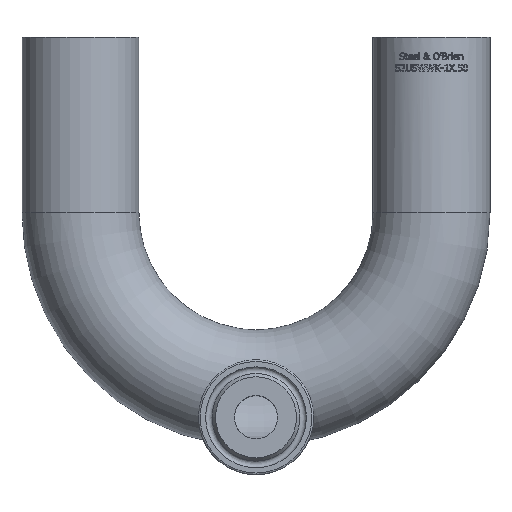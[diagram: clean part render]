
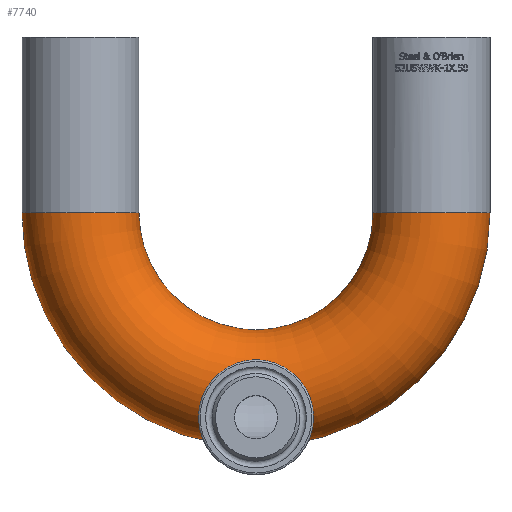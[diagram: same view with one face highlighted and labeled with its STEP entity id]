
A CAD part, top view. The second image highlights one B-rep face of the part: STEP entity #7740.
In plain terms, the highlighted toroidal (fillet/blend) face has major radius 38.1 mm and minor radius 12.7 mm.
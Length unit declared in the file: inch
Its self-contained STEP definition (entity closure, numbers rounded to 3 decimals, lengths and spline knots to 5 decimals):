
#22=TOROIDAL_SURFACE('',#8231,1.5,0.5);
#160=FACE_BOUND('',#1462,.T.);
#161=FACE_BOUND('',#1463,.T.);
#966=FACE_OUTER_BOUND('',#1461,.T.);
#1461=EDGE_LOOP('',(#7215));
#1462=EDGE_LOOP('',(#7216));
#1463=EDGE_LOOP('',(#7217));
#1620=CIRCLE('',#8174,0.5);
#1643=CIRCLE('',#8228,0.5);
#3028=B_SPLINE_CURVE_WITH_KNOTS('',3,(#17034,#17035,#17036,#17037,#17038,
#17039,#17040,#17041,#17042,#17043,#17044,#17045,#17046,#17047,#17048,#17049,
#17050,#17051,#17052,#17053,#17054,#17055,#17056,#17057,#17058,#17059,#17060,
#17061,#17062,#17063,#17064,#17065,#17066,#17067,#17068,#17069,#17070,#17071,
#17072,#17073,#17074,#17075,#17076,#17077,#17078,#17079),.UNSPECIFIED.,
 .T.,.F.,(4,2,2,2,2,2,2,2,2,2,2,2,2,2,2,2,2,2,2,2,2,2,4),(-0.00174,
0.,0.37829,0.76959,1.14784,1.43998,
1.58264,1.6962,1.82517,2.03352,2.26999,
2.52432,2.77866,3.01513,3.22348,3.35245,
3.46601,3.60867,3.90081,4.27905,4.67036,
5.04865,5.05039),.UNSPECIFIED.);
#3771=VERTEX_POINT('',#16927);
#3793=VERTEX_POINT('',#17033);
#3796=VERTEX_POINT('',#17090);
#4911=EDGE_CURVE('',#3771,#3771,#1620,.T.);
#4933=EDGE_CURVE('',#3793,#3793,#3028,.T.);
#4936=EDGE_CURVE('',#3796,#3796,#1643,.T.);
#7215=ORIENTED_EDGE('',*,*,#4911,.F.);
#7216=ORIENTED_EDGE('',*,*,#4933,.F.);
#7217=ORIENTED_EDGE('',*,*,#4936,.F.);
#7740=ADVANCED_FACE('',(#966,#160,#161),#22,.T.);
#8174=AXIS2_PLACEMENT_3D('',#16928,#9589,#9590);
#8228=AXIS2_PLACEMENT_3D('',#17091,#9697,#9698);
#8231=AXIS2_PLACEMENT_3D('',#17095,#9703,#9704);
#9589=DIRECTION('center_axis',(0.,1.,0.));
#9590=DIRECTION('ref_axis',(-1.,0.,0.));
#9697=DIRECTION('center_axis',(0.,1.,0.));
#9698=DIRECTION('ref_axis',(1.,0.,0.));
#9703=DIRECTION('center_axis',(0.,0.,
-1.));
#9704=DIRECTION('ref_axis',(-0.707,-0.707,0.));
#16927=CARTESIAN_POINT('',(2.,0.,0.));
#16928=CARTESIAN_POINT('Origin',(1.5,0.,0.));
#17033=CARTESIAN_POINT('',(0.,-2.,0.));
#17034=CARTESIAN_POINT('Ctrl Pts',(0.,-2.,0.));
#17035=CARTESIAN_POINT('Ctrl Pts',(0.00014,-2.,0.00018));
#17036=CARTESIAN_POINT('Ctrl Pts',(0.00028,-2.,
0.00037));
#17037=CARTESIAN_POINT('Ctrl Pts',(0.03035,-1.99995,
0.04015));
#17038=CARTESIAN_POINT('Ctrl Pts',(0.06035,-1.99452,
0.07983));
#17039=CARTESIAN_POINT('Ctrl Pts',(0.11843,-1.97243,
0.15936));
#17040=CARTESIAN_POINT('Ctrl Pts',(0.14658,-1.95531,
0.19938));
#17041=CARTESIAN_POINT('Ctrl Pts',(0.19494,-1.90988,
0.27514));
#17042=CARTESIAN_POINT('Ctrl Pts',(0.21555,-1.88178,
0.31122));
#17043=CARTESIAN_POINT('Ctrl Pts',(0.24096,-1.82234,
0.37));
#17044=CARTESIAN_POINT('Ctrl Pts',(0.24827,-1.79315,
0.39389));
#17045=CARTESIAN_POINT('Ctrl Pts',(0.25045,-1.74608,
0.42505));
#17046=CARTESIAN_POINT('Ctrl Pts',(0.24975,-1.73014,
0.43452));
#17047=CARTESIAN_POINT('Ctrl Pts',(0.24549,-1.70096,
0.44993));
#17048=CARTESIAN_POINT('Ctrl Pts',(0.24255,-1.68792,
0.45616));
#17049=CARTESIAN_POINT('Ctrl Pts',(0.2338,-1.66013,
0.4681));
#17050=CARTESIAN_POINT('Ctrl Pts',(0.2277,-1.64554,
0.47356));
#17051=CARTESIAN_POINT('Ctrl Pts',(0.20773,-1.60849,
0.4856));
#17052=CARTESIAN_POINT('Ctrl Pts',(0.19172,-1.58732,
0.49059));
#17053=CARTESIAN_POINT('Ctrl Pts',(0.15024,-1.54788,0.49752));
#17054=CARTESIAN_POINT('Ctrl Pts',(0.12444,-1.53102,
0.4989));
#17055=CARTESIAN_POINT('Ctrl Pts',(0.06573,-1.50655,
0.50015));
#17056=CARTESIAN_POINT('Ctrl Pts',(0.03305,-1.5,0.5));
#17057=CARTESIAN_POINT('Ctrl Pts',(-0.03305,-1.5,0.5));
#17058=CARTESIAN_POINT('Ctrl Pts',(-0.06573,-1.50655,
0.50015));
#17059=CARTESIAN_POINT('Ctrl Pts',(-0.12444,-1.53102,
0.4989));
#17060=CARTESIAN_POINT('Ctrl Pts',(-0.15024,-1.54788,
0.49752));
#17061=CARTESIAN_POINT('Ctrl Pts',(-0.19172,-1.58732,
0.49059));
#17062=CARTESIAN_POINT('Ctrl Pts',(-0.20773,-1.60849,
0.4856));
#17063=CARTESIAN_POINT('Ctrl Pts',(-0.2277,-1.64554,
0.47356));
#17064=CARTESIAN_POINT('Ctrl Pts',(-0.2338,-1.66013,
0.4681));
#17065=CARTESIAN_POINT('Ctrl Pts',(-0.24255,-1.68792,
0.45616));
#17066=CARTESIAN_POINT('Ctrl Pts',(-0.24549,-1.70096,
0.44993));
#17067=CARTESIAN_POINT('Ctrl Pts',(-0.24975,-1.73014,
0.43452));
#17068=CARTESIAN_POINT('Ctrl Pts',(-0.25045,-1.74608,
0.42505));
#17069=CARTESIAN_POINT('Ctrl Pts',(-0.24827,-1.79315,
0.39389));
#17070=CARTESIAN_POINT('Ctrl Pts',(-0.24096,-1.82234,
0.37));
#17071=CARTESIAN_POINT('Ctrl Pts',(-0.21555,-1.88178,
0.31122));
#17072=CARTESIAN_POINT('Ctrl Pts',(-0.19494,-1.90988,
0.27514));
#17073=CARTESIAN_POINT('Ctrl Pts',(-0.14658,-1.95531,
0.19938));
#17074=CARTESIAN_POINT('Ctrl Pts',(-0.11843,-1.97243,
0.15936));
#17075=CARTESIAN_POINT('Ctrl Pts',(-0.06035,-1.99452,
0.07983));
#17076=CARTESIAN_POINT('Ctrl Pts',(-0.03035,-1.99995,
0.04015));
#17077=CARTESIAN_POINT('Ctrl Pts',(-0.00028,-2.,
0.00037));
#17078=CARTESIAN_POINT('Ctrl Pts',(-0.00014,-2.,0.00018));
#17079=CARTESIAN_POINT('Ctrl Pts',(0.,-2.,0.));
#17090=CARTESIAN_POINT('',(-1.,0.,0.));
#17091=CARTESIAN_POINT('Origin',(-1.5,0.,0.));
#17095=CARTESIAN_POINT('Origin',(0.,0.,
0.));
